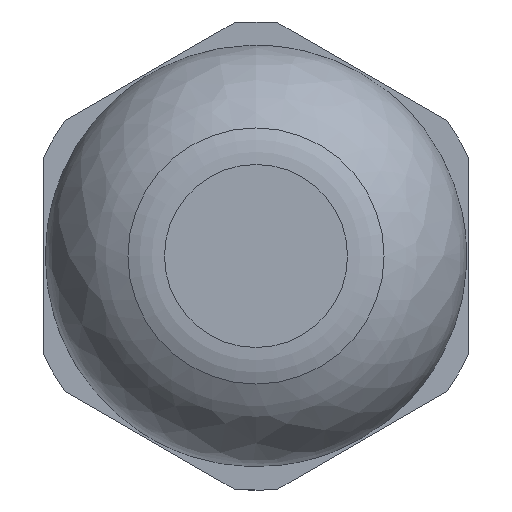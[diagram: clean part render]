
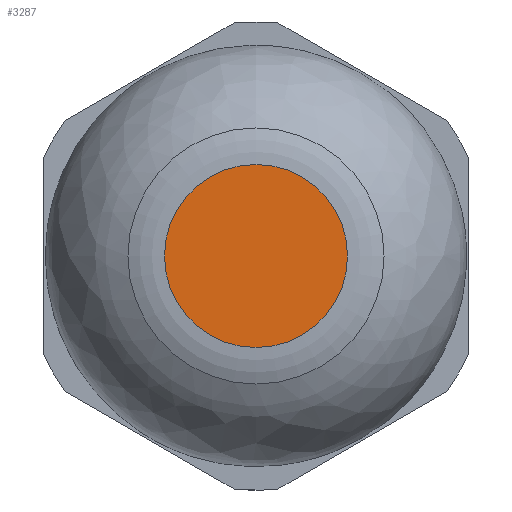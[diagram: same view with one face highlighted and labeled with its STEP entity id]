
A CAD part, left-side view. The second image highlights one B-rep face of the part: STEP entity #3287.
In plain terms, the highlighted planar face has unit normal (-1, 0, 0).
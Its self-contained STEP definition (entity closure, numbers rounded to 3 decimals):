
#157=PLANE('',#3682);
#877=FACE_OUTER_BOUND('',#1084,.T.);
#1084=EDGE_LOOP('',(#2817));
#1337=CIRCLE('',#3681,2.151);
#1595=VERTEX_POINT('',#5808);
#2024=EDGE_CURVE('',#1595,#1595,#1337,.T.);
#2817=ORIENTED_EDGE('',*,*,#2024,.F.);
#3287=ADVANCED_FACE('',(#877),#157,.T.);
#3681=AXIS2_PLACEMENT_3D('',#5809,#4537,#4538);
#3682=AXIS2_PLACEMENT_3D('',#5810,#4539,#4540);
#4537=DIRECTION('center_axis',(1.,0.,0.));
#4538=DIRECTION('ref_axis',(0.,-1.,0.));
#4539=DIRECTION('center_axis',(-1.,0.,0.));
#4540=DIRECTION('ref_axis',(0.,0.,1.));
#5808=CARTESIAN_POINT('',(-3.97,2.151,0.));
#5809=CARTESIAN_POINT('Origin',(-3.97,0.,0.));
#5810=CARTESIAN_POINT('Origin',(-3.97,2.5,0.));
